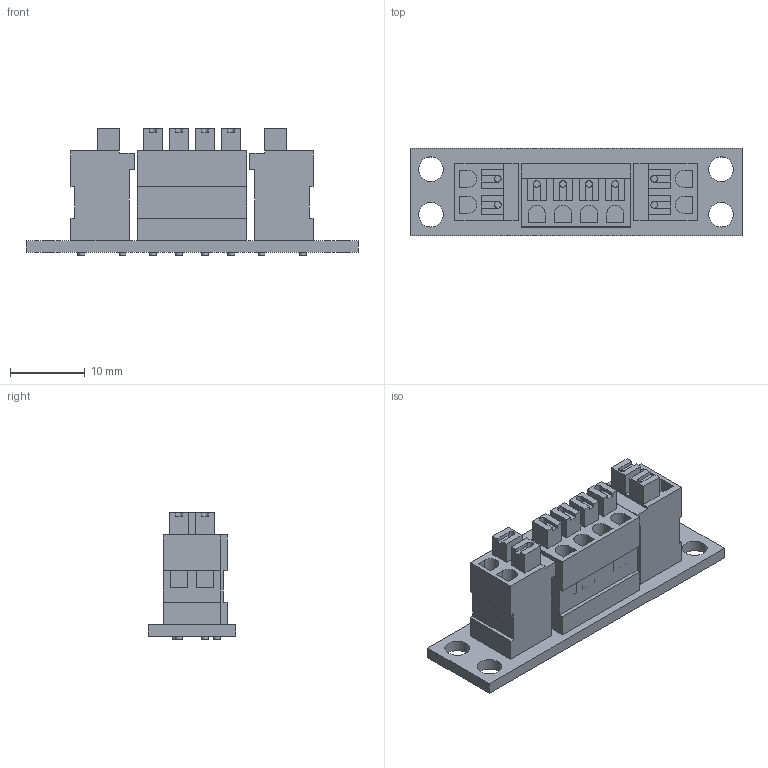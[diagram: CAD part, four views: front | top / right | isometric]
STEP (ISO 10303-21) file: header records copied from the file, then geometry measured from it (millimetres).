
FILE_DESCRIPTION(/* description */ (''),/* implementation_level */ '2;1');
FILE_NAME(/* name */ 'IFB-10005-R00 - CAN Daisy 2drop.step',/* time_stamp */ '2019-10-30T00:06:39-05:00',/* author */ (''),/* organization */ (''),/* preprocessor_version */ 'ST-DEVELOPER v18',/* originating_system */ 'Autodesk Translation Framework v8.6.0.1094',/* authorisation */ '');
FILE_SCHEMA (('AUTOMOTIVE_DESIGN { 1 0 10303 214 3 1 1 }'));
Length unit declared in the file: millimetre
Products named in the file (5): IFB-10005-R00 - CAN Daisy 2drop; PCB Component; Board; PUSH2CONN_4PINVERT; PUSH2CONN_2PINVERT
Assembly tree (5 placements, depth 3):
  IFB-10005-R00 - CAN Daisy 2drop
    PCB Component
      Board
      PUSH2CONN_4PINVERT
      PUSH2CONN_2PINVERT  x2
Bounding box: 44.45 x 11.68 x 17 mm (x, y, z)
Volume: 3444.4 mm3; surface area: 3981.5 mm2
Topology: 4 solids, 4 shells, 220 faces, 536 edges, 356 vertices
Faces by surface type: plane 168, cylinder 52
Full cylindrical faces by diameter (mm): 0.9 x24, 1.1 x16, 3.302 x4
Entity records: 5293 total; most frequent: DIRECTION 864, CARTESIAN_POINT 862, ORIENTED_EDGE 822, EDGE_CURVE 411, LINE 314, VECTOR 314, AXIS2_PLACEMENT_3D 275, VERTEX_POINT 273
